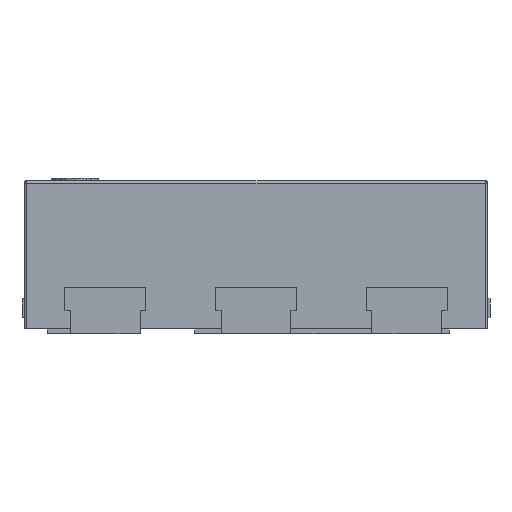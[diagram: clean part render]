
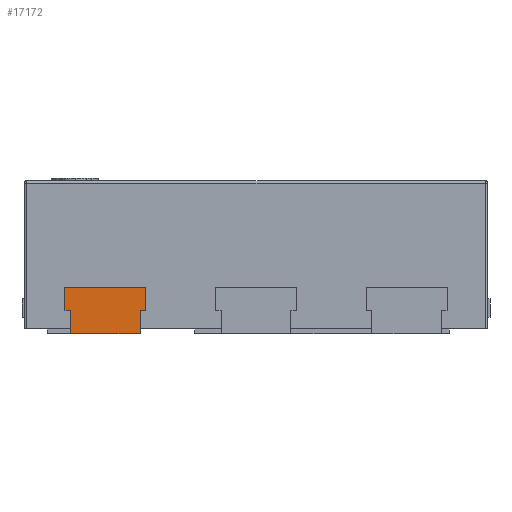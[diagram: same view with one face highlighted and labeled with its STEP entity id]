
A CAD part, left-side view. The second image highlights one B-rep face of the part: STEP entity #17172.
In plain terms, the highlighted planar face has unit normal (-1, 0, 0).
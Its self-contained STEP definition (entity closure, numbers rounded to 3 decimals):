
#60 = LINE ( 'NONE', #1406, #18595 ) ;
#360 = CARTESIAN_POINT ( 'NONE',  ( -1.01, 0.8, -0.66 ) ) ;
#654 = VERTEX_POINT ( 'NONE', #3968 ) ;
#746 = LINE ( 'NONE', #12273, #6868 ) ;
#951 = VERTEX_POINT ( 'NONE', #1930 ) ;
#1294 = CARTESIAN_POINT ( 'NONE',  ( -1.01, 0.825, -0.46 ) ) ;
#1406 = CARTESIAN_POINT ( 'NONE',  ( -1.01, 0.8, -0.56 ) ) ;
#1509 = VECTOR ( 'NONE', #5005, 1000. ) ;
#1513 = DIRECTION ( 'NONE',  ( 0., 1., 0. ) ) ;
#1905 = EDGE_CURVE ( 'NONE', #17584, #14880, #7872, .T. ) ;
#1930 = CARTESIAN_POINT ( 'NONE',  ( -1.01, 0.8, -0.66 ) ) ;
#2234 = EDGE_CURVE ( 'NONE', #15784, #951, #10814, .T. ) ;
#2283 = CARTESIAN_POINT ( 'NONE',  ( -1.01, 0.5, -0.56 ) ) ;
#3178 = DIRECTION ( 'NONE',  ( 0., 0., -1. ) ) ;
#3408 = VERTEX_POINT ( 'NONE', #9344 ) ;
#3621 = LINE ( 'NONE', #5273, #15922 ) ;
#3701 = EDGE_CURVE ( 'NONE', #951, #5334, #3621, .T. ) ;
#3968 = CARTESIAN_POINT ( 'NONE',  ( -1.01, 0.475, -0.46 ) ) ;
#4643 = DIRECTION ( 'NONE',  ( 0., 1., 0. ) ) ;
#4656 = CARTESIAN_POINT ( 'NONE',  ( -1.01, 0.825, -0.46 ) ) ;
#5005 = DIRECTION ( 'NONE',  ( 0., 0., -1. ) ) ;
#5273 = CARTESIAN_POINT ( 'NONE',  ( -1.01, 0.8, -0.66 ) ) ;
#5334 = VERTEX_POINT ( 'NONE', #15017 ) ;
#5921 = ORIENTED_EDGE ( 'NONE', *, *, #11783, .F. ) ;
#6276 = CARTESIAN_POINT ( 'NONE',  ( -1.01, 0.475, -0.56 ) ) ;
#6334 = LINE ( 'NONE', #14055, #1509 ) ;
#6664 = PLANE ( 'NONE',  #19642 ) ;
#6737 = EDGE_LOOP ( 'NONE', ( #14422, #8283, #9072, #12624, #12510, #5921, #13332, #17830 ) ) ;
#6868 = VECTOR ( 'NONE', #7275, 1000. ) ;
#6996 = VECTOR ( 'NONE', #1513, 1000. ) ;
#7275 = DIRECTION ( 'NONE',  ( 0., 0., 1. ) ) ;
#7473 = VECTOR ( 'NONE', #16527, 1000. ) ;
#7744 = DIRECTION ( 'NONE',  ( 0., 1., 0. ) ) ;
#7872 = LINE ( 'NONE', #14218, #6996 ) ;
#8283 = ORIENTED_EDGE ( 'NONE', *, *, #19340, .F. ) ;
#8739 = VECTOR ( 'NONE', #9583, 1000. ) ;
#9072 = ORIENTED_EDGE ( 'NONE', *, *, #1905, .F. ) ;
#9344 = CARTESIAN_POINT ( 'NONE',  ( -1.01, 0.825, -0.56 ) ) ;
#9583 = DIRECTION ( 'NONE',  ( 0., -1., 0. ) ) ;
#9684 = FACE_OUTER_BOUND ( 'NONE', #6737, .T. ) ;
#10357 = LINE ( 'NONE', #19869, #7473 ) ;
#10735 = CARTESIAN_POINT ( 'NONE',  ( -1.01, 0.5, -0.66 ) ) ;
#10814 = LINE ( 'NONE', #360, #15584 ) ;
#11783 = EDGE_CURVE ( 'NONE', #3408, #17660, #746, .T. ) ;
#12273 = CARTESIAN_POINT ( 'NONE',  ( -1.01, 0.825, -0.56 ) ) ;
#12510 = ORIENTED_EDGE ( 'NONE', *, *, #15196, .F. ) ;
#12624 = ORIENTED_EDGE ( 'NONE', *, *, #13979, .F. ) ;
#13332 = ORIENTED_EDGE ( 'NONE', *, *, #16052, .F. ) ;
#13979 = EDGE_CURVE ( 'NONE', #654, #17584, #6334, .T. ) ;
#14055 = CARTESIAN_POINT ( 'NONE',  ( -1.01, 0.475, -0.46 ) ) ;
#14218 = CARTESIAN_POINT ( 'NONE',  ( -1.01, 0.475, -0.56 ) ) ;
#14422 = ORIENTED_EDGE ( 'NONE', *, *, #2234, .F. ) ;
#14880 = VERTEX_POINT ( 'NONE', #2283 ) ;
#15017 = CARTESIAN_POINT ( 'NONE',  ( -1.01, 0.8, -0.56 ) ) ;
#15196 = EDGE_CURVE ( 'NONE', #17660, #654, #17362, .T. ) ;
#15584 = VECTOR ( 'NONE', #4643, 1000. ) ;
#15784 = VERTEX_POINT ( 'NONE', #10735 ) ;
#15857 = DIRECTION ( 'NONE',  ( -1., 0., 0. ) ) ;
#15922 = VECTOR ( 'NONE', #16297, 1000. ) ;
#16052 = EDGE_CURVE ( 'NONE', #5334, #3408, #60, .T. ) ;
#16297 = DIRECTION ( 'NONE',  ( 0., 0., 1. ) ) ;
#16527 = DIRECTION ( 'NONE',  ( 0., 0., -1. ) ) ;
#17172 = ADVANCED_FACE ( 'NONE', ( #9684 ), #6664, .T. ) ;
#17262 = CARTESIAN_POINT ( 'NONE',  ( -1.01, 0., 0. ) ) ;
#17362 = LINE ( 'NONE', #1294, #8739 ) ;
#17584 = VERTEX_POINT ( 'NONE', #6276 ) ;
#17660 = VERTEX_POINT ( 'NONE', #4656 ) ;
#17830 = ORIENTED_EDGE ( 'NONE', *, *, #3701, .F. ) ;
#18595 = VECTOR ( 'NONE', #7744, 1000. ) ;
#19340 = EDGE_CURVE ( 'NONE', #14880, #15784, #10357, .T. ) ;
#19642 = AXIS2_PLACEMENT_3D ( 'NONE', #17262, #15857, #3178 ) ;
#19869 = CARTESIAN_POINT ( 'NONE',  ( -1.01, 0.5, -0.56 ) ) ;
